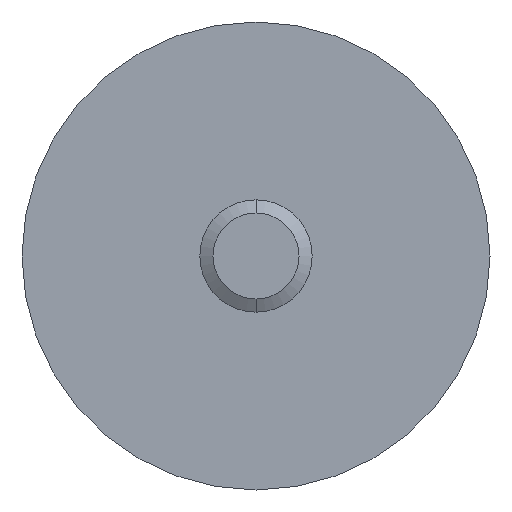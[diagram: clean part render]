
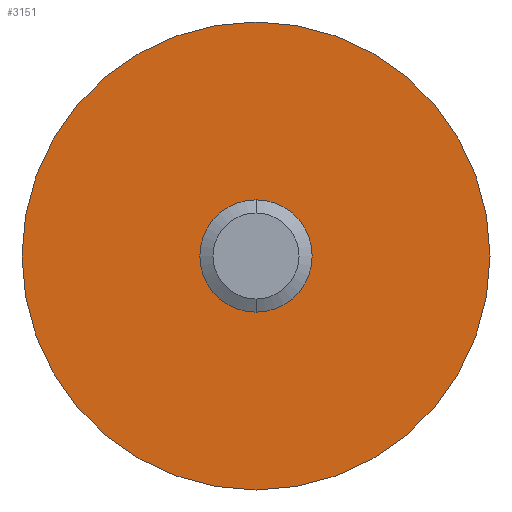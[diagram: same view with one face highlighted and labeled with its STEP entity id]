
A CAD part, front view. The second image highlights one B-rep face of the part: STEP entity #3151.
In plain terms, the highlighted planar face has unit normal (0, -1, 0).
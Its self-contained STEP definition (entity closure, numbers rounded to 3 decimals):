
#348 = AXIS2_PLACEMENT_3D ( 'NONE', #1699, #1457, #2216 ) ;
#354 = AXIS2_PLACEMENT_3D ( 'NONE', #10907, #11302, #10844 ) ;
#357 = AXIS2_PLACEMENT_3D ( 'NONE', #11191, #10660, #10796 ) ;
#703 = CIRCLE ( 'NONE', #348, 3. ) ;
#717 = CIRCLE ( 'NONE', #354, 12.5 ) ;
#723 = CIRCLE ( 'NONE', #357, 12.5 ) ;
#1013 = FACE_OUTER_BOUND ( 'NONE', #7249, .T. ) ;
#1015 = FACE_BOUND ( 'NONE', #7237, .T. ) ;
#1357 = CIRCLE ( 'NONE', #3493, 3. ) ;
#1457 = DIRECTION ( 'NONE',  ( 0., 1., 0. ) ) ;
#1699 = CARTESIAN_POINT ( 'NONE',  ( 0., 18.5, 0. ) ) ;
#2216 = DIRECTION ( 'NONE',  ( 0., 0., -1. ) ) ;
#2306 = EDGE_CURVE ( 'NONE', #6571, #6507, #703, .T. ) ;
#2393 = EDGE_CURVE ( 'NONE', #6471, #13426, #717, .T. ) ;
#2447 = EDGE_CURVE ( 'NONE', #13426, #6471, #723, .T. ) ;
#3151 = ADVANCED_FACE ( 'NONE', ( #1015, #1013 ), #3842, .T. ) ;
#3462 = AXIS2_PLACEMENT_3D ( 'NONE', #3849, #3850, #3851 ) ;
#3493 = AXIS2_PLACEMENT_3D ( 'NONE', #7953, #7954, #7955 ) ;
#3842 = PLANE ( 'NONE',  #3462 ) ;
#3849 = CARTESIAN_POINT ( 'NONE',  ( 3., 18.5, 0. ) ) ;
#3850 = DIRECTION ( 'NONE',  ( 0., -1., 0. ) ) ;
#3851 = DIRECTION ( 'NONE',  ( 0., 0., -1. ) ) ;
#5151 = EDGE_CURVE ( 'NONE', #6507, #6571, #1357, .T. ) ;
#6471 = VERTEX_POINT ( 'NONE', #8148 ) ;
#6507 = VERTEX_POINT ( 'NONE', #8243 ) ;
#6571 = VERTEX_POINT ( 'NONE', #8363 ) ;
#6969 = ORIENTED_EDGE ( 'NONE', *, *, #2306, .T. ) ;
#7016 = ORIENTED_EDGE ( 'NONE', *, *, #2447, .T. ) ;
#7023 = ORIENTED_EDGE ( 'NONE', *, *, #5151, .T. ) ;
#7025 = ORIENTED_EDGE ( 'NONE', *, *, #2393, .T. ) ;
#7237 = EDGE_LOOP ( 'NONE', ( #7023, #6969 ) ) ;
#7249 = EDGE_LOOP ( 'NONE', ( #7016, #7025 ) ) ;
#7953 = CARTESIAN_POINT ( 'NONE',  ( 0., 18.5, 0. ) ) ;
#7954 = DIRECTION ( 'NONE',  ( 0., 1., 0. ) ) ;
#7955 = DIRECTION ( 'NONE',  ( 0., 0., -1. ) ) ;
#8148 = CARTESIAN_POINT ( 'NONE',  ( 0., 18.5, 12.5 ) ) ;
#8243 = CARTESIAN_POINT ( 'NONE',  ( 0., 18.5, -3. ) ) ;
#8363 = CARTESIAN_POINT ( 'NONE',  ( 0., 18.5, 3. ) ) ;
#9004 = CARTESIAN_POINT ( 'NONE',  ( 0., 18.5, -12.5 ) ) ;
#10660 = DIRECTION ( 'NONE',  ( 0., -1., 0. ) ) ;
#10796 = DIRECTION ( 'NONE',  ( 0., 0., -1. ) ) ;
#10844 = DIRECTION ( 'NONE',  ( 0., 0., -1. ) ) ;
#10907 = CARTESIAN_POINT ( 'NONE',  ( 0., 18.5, 0. ) ) ;
#11191 = CARTESIAN_POINT ( 'NONE',  ( 0., 18.5, 0. ) ) ;
#11302 = DIRECTION ( 'NONE',  ( 0., -1., 0. ) ) ;
#13426 = VERTEX_POINT ( 'NONE', #9004 ) ;
